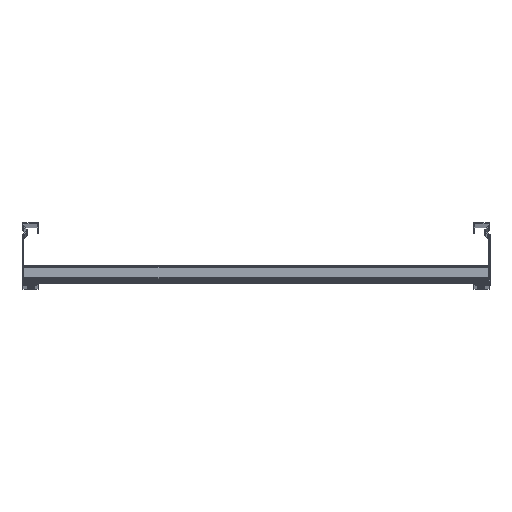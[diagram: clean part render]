
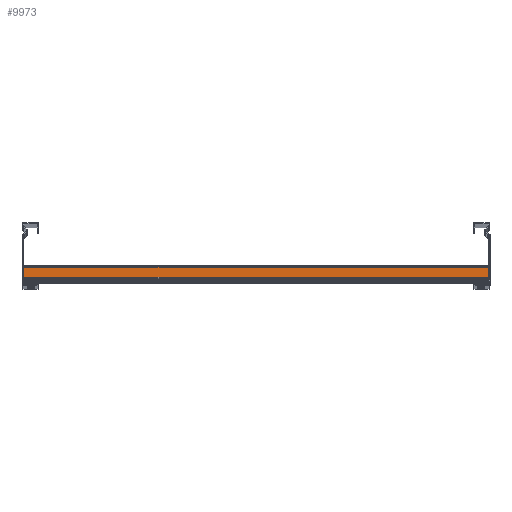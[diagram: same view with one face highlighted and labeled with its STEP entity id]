
A CAD part, top view. The second image highlights one B-rep face of the part: STEP entity #9973.
In plain terms, the highlighted face is planar.
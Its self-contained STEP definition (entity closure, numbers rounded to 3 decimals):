
#101 = VECTOR ( 'NONE', #3231, 1000. ) ;
#1767 = LINE ( 'NONE', #5963, #14635 ) ;
#3017 = CARTESIAN_POINT ( 'NONE',  ( 18., 2.5, 299. ) ) ;
#3231 = DIRECTION ( 'NONE',  ( 0., 0., -1. ) ) ;
#4901 = CARTESIAN_POINT ( 'NONE',  ( 18., 15.5, 299. ) ) ;
#5704 = DIRECTION ( 'NONE',  ( 1., 0., 0. ) ) ;
#5963 = CARTESIAN_POINT ( 'NONE',  ( 18., 18., 299. ) ) ;
#6715 = CARTESIAN_POINT ( 'NONE',  ( 18., 15.5, -299. ) ) ;
#7129 = CARTESIAN_POINT ( 'NONE',  ( 18., 18., -299. ) ) ;
#7427 = DIRECTION ( 'NONE',  ( 0., -1., 0. ) ) ;
#7738 = DIRECTION ( 'NONE',  ( 0., -1., 0. ) ) ;
#8216 = VERTEX_POINT ( 'NONE', #4901 ) ;
#8645 = ORIENTED_EDGE ( 'NONE', *, *, #20603, .F. ) ;
#8789 = AXIS2_PLACEMENT_3D ( 'NONE', #19050, #5704, #20449 ) ;
#8941 = CARTESIAN_POINT ( 'NONE',  ( 18., 2.5, 299. ) ) ;
#9035 = PLANE ( 'NONE',  #8789 ) ;
#9326 = CARTESIAN_POINT ( 'NONE',  ( 18., 2.5, -299. ) ) ;
#9973 = ADVANCED_FACE ( 'NONE', ( #13459 ), #9035, .T. ) ;
#10444 = DIRECTION ( 'NONE',  ( 0., 0., -1. ) ) ;
#10797 = VERTEX_POINT ( 'NONE', #6715 ) ;
#11051 = LINE ( 'NONE', #7129, #12867 ) ;
#11641 = ORIENTED_EDGE ( 'NONE', *, *, #19423, .F. ) ;
#12867 = VECTOR ( 'NONE', #7427, 1000. ) ;
#13039 = EDGE_CURVE ( 'NONE', #8216, #18310, #1767, .T. ) ;
#13459 = FACE_OUTER_BOUND ( 'NONE', #18708, .T. ) ;
#13524 = LINE ( 'NONE', #3017, #101 ) ;
#13863 = CARTESIAN_POINT ( 'NONE',  ( 18., 15.5, 299. ) ) ;
#14354 = EDGE_CURVE ( 'NONE', #18310, #19566, #13524, .T. ) ;
#14635 = VECTOR ( 'NONE', #7738, 1000. ) ;
#15446 = VECTOR ( 'NONE', #10444, 1000. ) ;
#18309 = LINE ( 'NONE', #13863, #15446 ) ;
#18310 = VERTEX_POINT ( 'NONE', #8941 ) ;
#18708 = EDGE_LOOP ( 'NONE', ( #11641, #8645, #20271, #20791 ) ) ;
#19050 = CARTESIAN_POINT ( 'NONE',  ( 18., 18., 299. ) ) ;
#19423 = EDGE_CURVE ( 'NONE', #10797, #19566, #11051, .T. ) ;
#19566 = VERTEX_POINT ( 'NONE', #9326 ) ;
#20271 = ORIENTED_EDGE ( 'NONE', *, *, #13039, .T. ) ;
#20449 = DIRECTION ( 'NONE',  ( 0., 0., -1. ) ) ;
#20603 = EDGE_CURVE ( 'NONE', #8216, #10797, #18309, .T. ) ;
#20791 = ORIENTED_EDGE ( 'NONE', *, *, #14354, .T. ) ;
